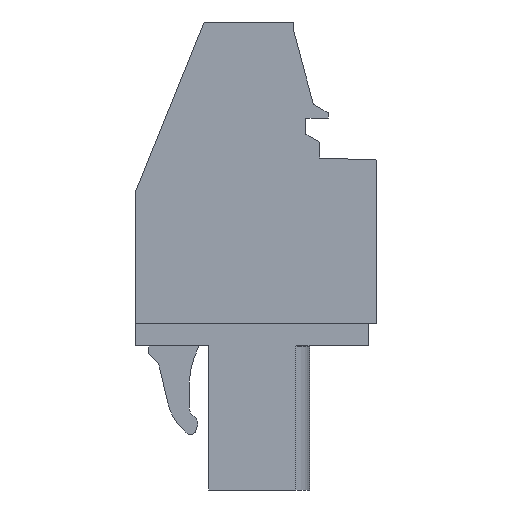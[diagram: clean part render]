
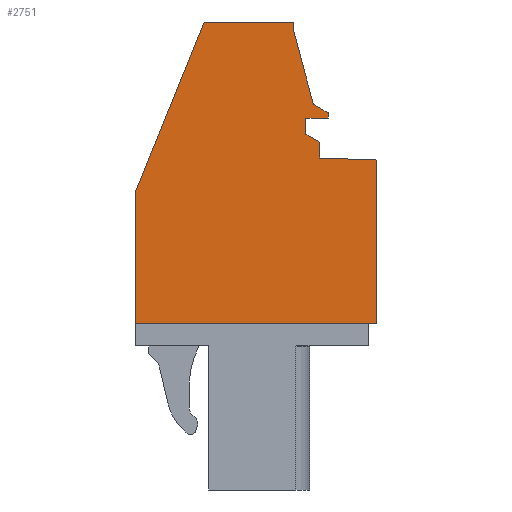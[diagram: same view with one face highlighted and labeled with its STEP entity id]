
A CAD part, left-side view. The second image highlights one B-rep face of the part: STEP entity #2751.
In plain terms, the highlighted planar face has unit normal (-1, 0, 0).
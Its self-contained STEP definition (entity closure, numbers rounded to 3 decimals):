
#2733=AXIS2_PLACEMENT_3D('Plane Axis2P3D',#2730,#2731,#2732) ;
#348=CARTESIAN_POINT('Vertex',(0.,0.,9.7)) ;
#351=CARTESIAN_POINT('Line Origine',(0.,7.05,9.7)) ;
#355=CARTESIAN_POINT('Vertex',(0.,14.1,9.7)) ;
#397=CARTESIAN_POINT('Vertex',(0.,0.,19.25)) ;
#400=CARTESIAN_POINT('Line Origine',(0.,0.,14.475)) ;
#734=CARTESIAN_POINT('Vertex',(0.,3.337,19.367)) ;
#737=CARTESIAN_POINT('Line Origine',(0.,1.668,19.308)) ;
#765=CARTESIAN_POINT('Vertex',(0.,3.337,20.288)) ;
#768=CARTESIAN_POINT('Line Origine',(0.,3.337,19.827)) ;
#796=CARTESIAN_POINT('Vertex',(0.,4.137,20.75)) ;
#799=CARTESIAN_POINT('Line Origine',(0.,3.737,20.519)) ;
#827=CARTESIAN_POINT('Vertex',(0.,4.137,21.7)) ;
#830=CARTESIAN_POINT('Line Origine',(0.,4.137,21.225)) ;
#858=CARTESIAN_POINT('Vertex',(0.,2.837,21.7)) ;
#861=CARTESIAN_POINT('Line Origine',(0.,3.487,21.7)) ;
#889=CARTESIAN_POINT('Vertex',(0.,2.837,22.)) ;
#892=CARTESIAN_POINT('Line Origine',(0.,2.837,21.85)) ;
#920=CARTESIAN_POINT('Vertex',(0.,3.703,22.5)) ;
#923=CARTESIAN_POINT('Line Origine',(0.,3.27,22.25)) ;
#951=CARTESIAN_POINT('Vertex',(0.,4.842,26.75)) ;
#954=CARTESIAN_POINT('Line Origine',(0.,4.272,24.625)) ;
#982=CARTESIAN_POINT('Vertex',(0.,4.842,27.3)) ;
#985=CARTESIAN_POINT('Line Origine',(0.,4.842,27.025)) ;
#1013=CARTESIAN_POINT('Vertex',(0.,10.08,27.3)) ;
#1016=CARTESIAN_POINT('Line Origine',(0.,7.461,27.3)) ;
#1350=CARTESIAN_POINT('Vertex',(0.,14.1,17.35)) ;
#1353=CARTESIAN_POINT('Line Origine',(0.,12.09,22.325)) ;
#1377=CARTESIAN_POINT('Line Origine',(0.,14.1,13.525)) ;
#2730=CARTESIAN_POINT('Axis2P3D Location',(0.,0.,0.)) ;
#352=DIRECTION('Vector Direction',(0.,-1.,0.)) ;
#401=DIRECTION('Vector Direction',(0.,0.,1.)) ;
#738=DIRECTION('Vector Direction',(0.,0.999,0.035)) ;
#769=DIRECTION('Vector Direction',(0.,0.,1.)) ;
#800=DIRECTION('Vector Direction',(0.,0.866,0.5)) ;
#831=DIRECTION('Vector Direction',(0.,0.,1.)) ;
#862=DIRECTION('Vector Direction',(0.,-1.,0.)) ;
#893=DIRECTION('Vector Direction',(0.,0.,1.)) ;
#924=DIRECTION('Vector Direction',(0.,0.866,0.5)) ;
#955=DIRECTION('Vector Direction',(0.,0.259,0.966)) ;
#986=DIRECTION('Vector Direction',(0.,0.,1.)) ;
#1017=DIRECTION('Vector Direction',(0.,1.,0.)) ;
#1354=DIRECTION('Vector Direction',(0.,0.375,-0.927)) ;
#1378=DIRECTION('Vector Direction',(0.,0.,-1.)) ;
#2731=DIRECTION('Axis2P3D Direction',(-1.,0.,0.)) ;
#2732=DIRECTION('Axis2P3D XDirection',(0.,0.,1.)) ;
#353=VECTOR('Line Direction',#352,1.) ;
#402=VECTOR('Line Direction',#401,1.) ;
#739=VECTOR('Line Direction',#738,1.) ;
#770=VECTOR('Line Direction',#769,1.) ;
#801=VECTOR('Line Direction',#800,1.) ;
#832=VECTOR('Line Direction',#831,1.) ;
#863=VECTOR('Line Direction',#862,1.) ;
#894=VECTOR('Line Direction',#893,1.) ;
#925=VECTOR('Line Direction',#924,1.) ;
#956=VECTOR('Line Direction',#955,1.) ;
#987=VECTOR('Line Direction',#986,1.) ;
#1018=VECTOR('Line Direction',#1017,1.) ;
#1355=VECTOR('Line Direction',#1354,1.) ;
#1379=VECTOR('Line Direction',#1378,1.) ;
#2736=ORIENTED_EDGE('',*,*,#357,.T.) ;
#2737=ORIENTED_EDGE('',*,*,#404,.T.) ;
#2738=ORIENTED_EDGE('',*,*,#741,.T.) ;
#2739=ORIENTED_EDGE('',*,*,#772,.T.) ;
#2740=ORIENTED_EDGE('',*,*,#803,.T.) ;
#2741=ORIENTED_EDGE('',*,*,#834,.T.) ;
#2742=ORIENTED_EDGE('',*,*,#865,.T.) ;
#2743=ORIENTED_EDGE('',*,*,#896,.T.) ;
#2744=ORIENTED_EDGE('',*,*,#927,.T.) ;
#2745=ORIENTED_EDGE('',*,*,#958,.T.) ;
#2746=ORIENTED_EDGE('',*,*,#989,.T.) ;
#2747=ORIENTED_EDGE('',*,*,#1020,.T.) ;
#2748=ORIENTED_EDGE('',*,*,#1357,.T.) ;
#2749=ORIENTED_EDGE('',*,*,#1381,.T.) ;
#2751=ADVANCED_FACE('PartBody',(#2750),#2734,.T.) ;
#357=EDGE_CURVE('',#356,#349,#354,.T.) ;
#404=EDGE_CURVE('',#349,#398,#403,.T.) ;
#741=EDGE_CURVE('',#398,#735,#740,.T.) ;
#772=EDGE_CURVE('',#735,#766,#771,.T.) ;
#803=EDGE_CURVE('',#766,#797,#802,.T.) ;
#834=EDGE_CURVE('',#797,#828,#833,.T.) ;
#865=EDGE_CURVE('',#828,#859,#864,.T.) ;
#896=EDGE_CURVE('',#859,#890,#895,.T.) ;
#927=EDGE_CURVE('',#890,#921,#926,.T.) ;
#958=EDGE_CURVE('',#921,#952,#957,.T.) ;
#989=EDGE_CURVE('',#952,#983,#988,.T.) ;
#1020=EDGE_CURVE('',#983,#1014,#1019,.T.) ;
#1357=EDGE_CURVE('',#1014,#1351,#1356,.T.) ;
#1381=EDGE_CURVE('',#1351,#356,#1380,.T.) ;
#2735=EDGE_LOOP('',(#2736,#2737,#2738,#2739,#2740,#2741,#2742,#2743,#2744,#2745,#2746,#2747,#2748,#2749)) ;
#2750=FACE_OUTER_BOUND('',#2735,.T.) ;
#354=LINE('Line',#351,#353) ;
#403=LINE('Line',#400,#402) ;
#740=LINE('Line',#737,#739) ;
#771=LINE('Line',#768,#770) ;
#802=LINE('Line',#799,#801) ;
#833=LINE('Line',#830,#832) ;
#864=LINE('Line',#861,#863) ;
#895=LINE('Line',#892,#894) ;
#926=LINE('Line',#923,#925) ;
#957=LINE('Line',#954,#956) ;
#988=LINE('Line',#985,#987) ;
#1019=LINE('Line',#1016,#1018) ;
#1356=LINE('Line',#1353,#1355) ;
#1380=LINE('Line',#1377,#1379) ;
#2734=PLANE('',#2733) ;
#349=VERTEX_POINT('',#348) ;
#356=VERTEX_POINT('',#355) ;
#398=VERTEX_POINT('',#397) ;
#735=VERTEX_POINT('',#734) ;
#766=VERTEX_POINT('',#765) ;
#797=VERTEX_POINT('',#796) ;
#828=VERTEX_POINT('',#827) ;
#859=VERTEX_POINT('',#858) ;
#890=VERTEX_POINT('',#889) ;
#921=VERTEX_POINT('',#920) ;
#952=VERTEX_POINT('',#951) ;
#983=VERTEX_POINT('',#982) ;
#1014=VERTEX_POINT('',#1013) ;
#1351=VERTEX_POINT('',#1350) ;
